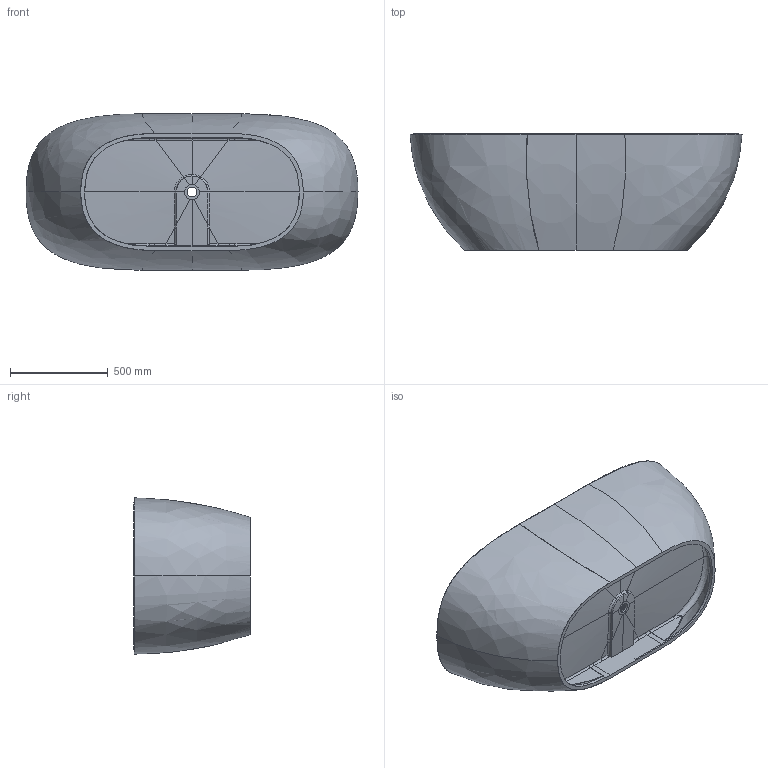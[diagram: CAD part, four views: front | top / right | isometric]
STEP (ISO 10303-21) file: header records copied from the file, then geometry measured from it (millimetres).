
FILE_DESCRIPTION((''),'2;1');
FILE_NAME('6161B','2021-05-06T11:59:41',('cai'),(''),'CREO PARAMETRIC BY PTC INC, 2018020','CREO PARAMETRIC BY PTC INC, 2018020','');
FILE_SCHEMA(('CONFIG_CONTROL_DESIGN'));
Length unit declared in the file: millimetre
Products named in the file (1): 6161B
Bounding box: 1699.91 x 596.51 x 799.99 mm (x, y, z)
Volume: 72138472.4 mm3; surface area: 8370607.4 mm2
Topology: 1 solids, 3 shells, 193 faces, 475 edges, 286 vertices
Faces by surface type: bspline 152, plane 24, cylinder 7, extrusion 4, cone 4, torus 2
Entity records: 17134 total; most frequent: CARTESIAN_POINT 13681, ORIENTED_EDGE 934, EDGE_CURVE 475, DIRECTION 326, B_SPLINE_CURVE_WITH_KNOTS 319, VERTEX_POINT 286, EDGE_LOOP 197, FACE_OUTER_BOUND 193
